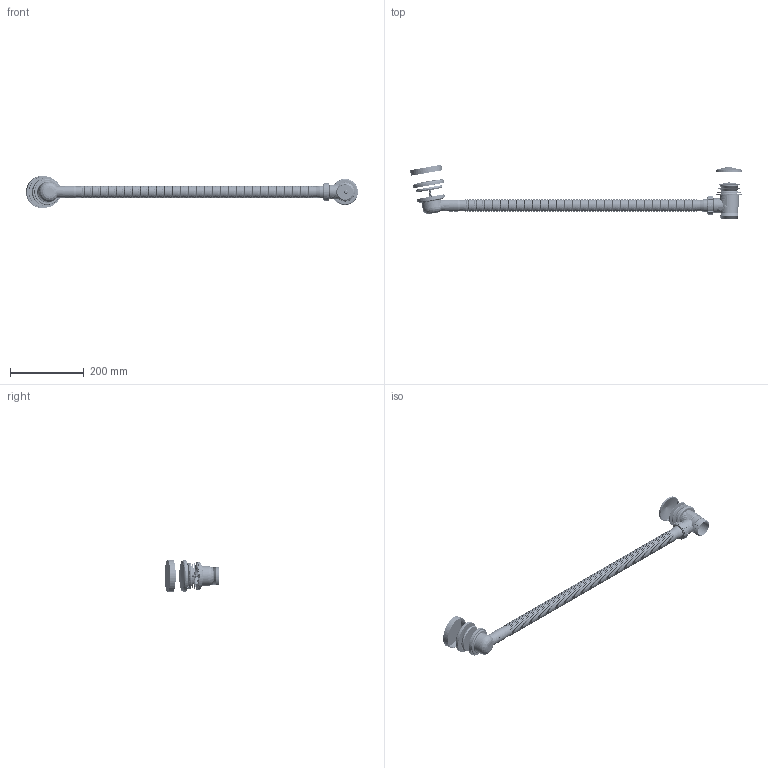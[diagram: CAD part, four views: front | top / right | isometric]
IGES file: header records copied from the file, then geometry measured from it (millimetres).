
Global section: file name: Click-clack waste CW8 2 layer-VQ 2013.11.15_1; native system: AutoCAD 2016 - English; preprocessor: Autodesk Translation Framework DWG producer (atf_dwg_producer); organization: unknown; date: 20170217.120618; units: millimetre
Bounding box: 898.15 x 147.38 x 85.89 mm (x, y, z)
Volume: 321638.1 mm3; surface area: 360559.7 mm2
Topology: 20 solids, 22 shells, 1756 faces, 5191 edges, 3525 vertices
Faces by surface type: bspline 1755, revolution 1
